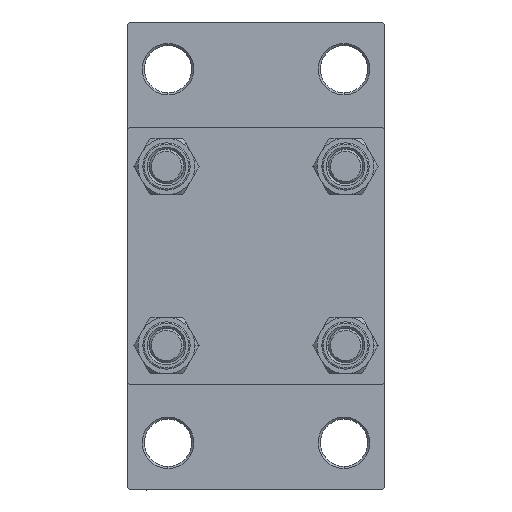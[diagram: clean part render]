
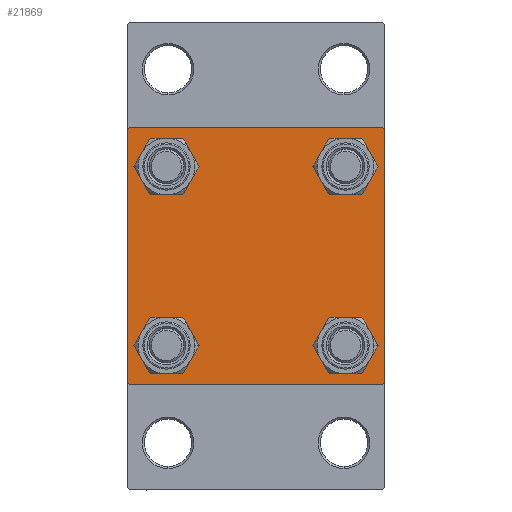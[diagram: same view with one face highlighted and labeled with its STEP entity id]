
A CAD part, left-side view. The second image highlights one B-rep face of the part: STEP entity #21869.
In plain terms, the highlighted planar face has unit normal (-1, 0, 0).
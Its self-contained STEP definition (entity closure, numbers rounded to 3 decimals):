
#335 = ORIENTED_EDGE ( 'NONE', *, *, #42311, .T. ) ;
#486 = VECTOR ( 'NONE', #35761, 1000. ) ;
#1716 = EDGE_CURVE ( 'NONE', #17049, #44341, #44304, .T. ) ;
#1971 = VERTEX_POINT ( 'NONE', #23828 ) ;
#2032 = FACE_BOUND ( 'NONE', #31840, .T. ) ;
#2136 = AXIS2_PLACEMENT_3D ( 'NONE', #36536, #40844, #14553 ) ;
#2189 = CARTESIAN_POINT ( 'NONE',  ( 0., 20.85, -20.85 ) ) ;
#2253 = CARTESIAN_POINT ( 'NONE',  ( 0., 0., 0. ) ) ;
#2952 = EDGE_CURVE ( 'NONE', #41286, #45481, #23786, .T. ) ;
#3066 = CARTESIAN_POINT ( 'NONE',  ( 0., -20.85, 16.35 ) ) ;
#3979 = EDGE_LOOP ( 'NONE', ( #21085, #335 ) ) ;
#4044 = AXIS2_PLACEMENT_3D ( 'NONE', #2253, #30921, #45503 ) ;
#4402 = LINE ( 'NONE', #8685, #15343 ) ;
#4420 = DIRECTION ( 'NONE',  ( 0., 0., -1. ) ) ;
#4589 = ORIENTED_EDGE ( 'NONE', *, *, #32989, .T. ) ;
#4883 = LINE ( 'NONE', #16068, #33984 ) ;
#5205 = CARTESIAN_POINT ( 'NONE',  ( 0., 20.85, 16.35 ) ) ;
#5301 = EDGE_CURVE ( 'NONE', #20741, #26032, #4402, .T. ) ;
#5368 = EDGE_CURVE ( 'NONE', #41286, #26032, #33170, .T. ) ;
#6030 = DIRECTION ( 'NONE',  ( 1., 0., 0. ) ) ;
#7087 = VERTEX_POINT ( 'NONE', #14898 ) ;
#8599 = VECTOR ( 'NONE', #21987, 1000. ) ;
#8637 = CIRCLE ( 'NONE', #40665, 4.5 ) ;
#8685 = CARTESIAN_POINT ( 'NONE',  ( 0., 30., 30. ) ) ;
#8921 = DIRECTION ( 'NONE',  ( 1., 0., 0. ) ) ;
#9236 = CIRCLE ( 'NONE', #35923, 4.5 ) ;
#9483 = CARTESIAN_POINT ( 'NONE',  ( 0., -30., -29.5 ) ) ;
#9492 = ORIENTED_EDGE ( 'NONE', *, *, #25682, .T. ) ;
#9567 = ORIENTED_EDGE ( 'NONE', *, *, #36707, .T. ) ;
#10447 = EDGE_CURVE ( 'NONE', #41388, #21163, #47152, .T. ) ;
#10484 = DIRECTION ( 'NONE',  ( 1., 0., 0. ) ) ;
#10749 = AXIS2_PLACEMENT_3D ( 'NONE', #31586, #6030, #16770 ) ;
#10885 = ORIENTED_EDGE ( 'NONE', *, *, #5368, .T. ) ;
#11667 = DIRECTION ( 'NONE',  ( 0., 0.707, 0.707 ) ) ;
#11876 = ORIENTED_EDGE ( 'NONE', *, *, #5301, .F. ) ;
#12515 = EDGE_LOOP ( 'NONE', ( #38235, #20433 ) ) ;
#12702 = ORIENTED_EDGE ( 'NONE', *, *, #21518, .T. ) ;
#12719 = CARTESIAN_POINT ( 'NONE',  ( 0., 20.85, 20.85 ) ) ;
#12899 = CARTESIAN_POINT ( 'NONE',  ( 0., 30., 29.5 ) ) ;
#12979 = DIRECTION ( 'NONE',  ( 1., 0., 0. ) ) ;
#13139 = AXIS2_PLACEMENT_3D ( 'NONE', #45705, #12979, #13222 ) ;
#13222 = DIRECTION ( 'NONE',  ( 0., 0., 1. ) ) ;
#14055 = CARTESIAN_POINT ( 'NONE',  ( 0., -20.85, -20.85 ) ) ;
#14160 = ORIENTED_EDGE ( 'NONE', *, *, #2952, .F. ) ;
#14355 = LINE ( 'NONE', #29873, #20049 ) ;
#14553 = DIRECTION ( 'NONE',  ( 0., 0., 1. ) ) ;
#14898 = CARTESIAN_POINT ( 'NONE',  ( 0., 30., -29.5 ) ) ;
#15343 = VECTOR ( 'NONE', #23232, 1000. ) ;
#16068 = CARTESIAN_POINT ( 'NONE',  ( 0., 30., 30. ) ) ;
#16078 = VECTOR ( 'NONE', #11667, 1000. ) ;
#16147 = CIRCLE ( 'NONE', #45926, 4.5 ) ;
#16417 = CARTESIAN_POINT ( 'NONE',  ( 0., -29.5, 30. ) ) ;
#16746 = DIRECTION ( 'NONE',  ( 1., 0., 0. ) ) ;
#16766 = CARTESIAN_POINT ( 'NONE',  ( 0., -20.85, -20.85 ) ) ;
#16770 = DIRECTION ( 'NONE',  ( 0., 0., 1. ) ) ;
#17049 = VERTEX_POINT ( 'NONE', #44599 ) ;
#17065 = CIRCLE ( 'NONE', #20121, 4.5 ) ;
#17149 = CARTESIAN_POINT ( 'NONE',  ( 0., 29.75, -29.75 ) ) ;
#17625 = LINE ( 'NONE', #17149, #486 ) ;
#17769 = CIRCLE ( 'NONE', #13139, 4.5 ) ;
#19192 = DIRECTION ( 'NONE',  ( 1., 0., 0. ) ) ;
#19636 = DIRECTION ( 'NONE',  ( 0., 0., 1. ) ) ;
#20049 = VECTOR ( 'NONE', #28920, 1000. ) ;
#20121 = AXIS2_PLACEMENT_3D ( 'NONE', #12719, #19192, #41645 ) ;
#20433 = ORIENTED_EDGE ( 'NONE', *, *, #44585, .T. ) ;
#20741 = VERTEX_POINT ( 'NONE', #27541 ) ;
#21085 = ORIENTED_EDGE ( 'NONE', *, *, #29678, .T. ) ;
#21163 = VERTEX_POINT ( 'NONE', #30728 ) ;
#21518 = EDGE_CURVE ( 'NONE', #46309, #46316, #17769, .T. ) ;
#21525 = CARTESIAN_POINT ( 'NONE',  ( 0., -29.5, -30. ) ) ;
#21869 = ADVANCED_FACE ( 'NONE', ( #42159, #41696, #2032, #27809, #42389 ), #45729, .T. ) ;
#21987 = DIRECTION ( 'NONE',  ( 0., 0.707, -0.707 ) ) ;
#22084 = VERTEX_POINT ( 'NONE', #21525 ) ;
#22605 = CARTESIAN_POINT ( 'NONE',  ( 0., -29.75, -29.75 ) ) ;
#22854 = DIRECTION ( 'NONE',  ( 1., 0., 0. ) ) ;
#23232 = DIRECTION ( 'NONE',  ( 0., -1., 0. ) ) ;
#23370 = CARTESIAN_POINT ( 'NONE',  ( 0., -20.85, -16.35 ) ) ;
#23786 = LINE ( 'NONE', #42425, #40450 ) ;
#23828 = CARTESIAN_POINT ( 'NONE',  ( 0., 29.5, -30. ) ) ;
#24418 = EDGE_LOOP ( 'NONE', ( #31611, #12702 ) ) ;
#24810 = EDGE_CURVE ( 'NONE', #20741, #33281, #43501, .T. ) ;
#25164 = CARTESIAN_POINT ( 'NONE',  ( 0., -30., 29.5 ) ) ;
#25682 = EDGE_CURVE ( 'NONE', #1971, #22084, #14355, .T. ) ;
#26032 = VERTEX_POINT ( 'NONE', #16417 ) ;
#26592 = DIRECTION ( 'NONE',  ( 0., 0., 1. ) ) ;
#27541 = CARTESIAN_POINT ( 'NONE',  ( 0., 29.5, 30. ) ) ;
#27809 = FACE_BOUND ( 'NONE', #24418, .T. ) ;
#27842 = DIRECTION ( 'NONE',  ( 0., 0., -1. ) ) ;
#28676 = VECTOR ( 'NONE', #36954, 1000. ) ;
#28686 = ORIENTED_EDGE ( 'NONE', *, *, #10447, .T. ) ;
#28699 = EDGE_CURVE ( 'NONE', #46316, #46309, #17065, .T. ) ;
#28920 = DIRECTION ( 'NONE',  ( 0., -1., 0. ) ) ;
#29678 = EDGE_CURVE ( 'NONE', #33511, #43091, #37705, .T. ) ;
#29692 = CARTESIAN_POINT ( 'NONE',  ( 0., 20.85, -16.35 ) ) ;
#29873 = CARTESIAN_POINT ( 'NONE',  ( 0., 30., -30. ) ) ;
#30728 = CARTESIAN_POINT ( 'NONE',  ( 0., 20.85, -25.35 ) ) ;
#30921 = DIRECTION ( 'NONE',  ( -1., 0., 0. ) ) ;
#31586 = CARTESIAN_POINT ( 'NONE',  ( 0., -20.85, 20.85 ) ) ;
#31611 = ORIENTED_EDGE ( 'NONE', *, *, #28699, .T. ) ;
#31732 = DIRECTION ( 'NONE',  ( 0., 0., 1. ) ) ;
#31840 = EDGE_LOOP ( 'NONE', ( #28686, #40462 ) ) ;
#32989 = EDGE_CURVE ( 'NONE', #33281, #7087, #4883, .T. ) ;
#33170 = LINE ( 'NONE', #40330, #16078 ) ;
#33178 = ORIENTED_EDGE ( 'NONE', *, *, #24810, .T. ) ;
#33240 = CARTESIAN_POINT ( 'NONE',  ( 0., 29.75, 29.75 ) ) ;
#33281 = VERTEX_POINT ( 'NONE', #12899 ) ;
#33511 = VERTEX_POINT ( 'NONE', #23370 ) ;
#33564 = EDGE_CURVE ( 'NONE', #7087, #1971, #17625, .T. ) ;
#33625 = CARTESIAN_POINT ( 'NONE',  ( 0., -20.85, 20.85 ) ) ;
#33984 = VECTOR ( 'NONE', #4420, 1000. ) ;
#35040 = CARTESIAN_POINT ( 'NONE',  ( 0., 20.85, 25.35 ) ) ;
#35226 = CARTESIAN_POINT ( 'NONE',  ( 0., -20.85, -25.35 ) ) ;
#35761 = DIRECTION ( 'NONE',  ( 0., -0.707, -0.707 ) ) ;
#35923 = AXIS2_PLACEMENT_3D ( 'NONE', #2189, #16746, #19636 ) ;
#36381 = EDGE_LOOP ( 'NONE', ( #4589, #36986, #9492, #9567, #14160, #10885, #11876, #33178 ) ) ;
#36536 = CARTESIAN_POINT ( 'NONE',  ( 0., 20.85, -20.85 ) ) ;
#36707 = EDGE_CURVE ( 'NONE', #22084, #45481, #41241, .T. ) ;
#36954 = DIRECTION ( 'NONE',  ( 0., -0.707, 0.707 ) ) ;
#36986 = ORIENTED_EDGE ( 'NONE', *, *, #33564, .T. ) ;
#37684 = DIRECTION ( 'NONE',  ( 0., 0., 1. ) ) ;
#37705 = CIRCLE ( 'NONE', #46083, 4.5 ) ;
#38235 = ORIENTED_EDGE ( 'NONE', *, *, #1716, .T. ) ;
#40330 = CARTESIAN_POINT ( 'NONE',  ( 0., -29.75, 29.75 ) ) ;
#40450 = VECTOR ( 'NONE', #27842, 1000. ) ;
#40462 = ORIENTED_EDGE ( 'NONE', *, *, #40880, .T. ) ;
#40665 = AXIS2_PLACEMENT_3D ( 'NONE', #33625, #22854, #37684 ) ;
#40844 = DIRECTION ( 'NONE',  ( 1., 0., 0. ) ) ;
#40880 = EDGE_CURVE ( 'NONE', #21163, #41388, #9236, .T. ) ;
#41241 = LINE ( 'NONE', #22605, #28676 ) ;
#41286 = VERTEX_POINT ( 'NONE', #25164 ) ;
#41388 = VERTEX_POINT ( 'NONE', #29692 ) ;
#41645 = DIRECTION ( 'NONE',  ( 0., 0., 1. ) ) ;
#41696 = FACE_BOUND ( 'NONE', #3979, .T. ) ;
#42159 = FACE_BOUND ( 'NONE', #12515, .T. ) ;
#42311 = EDGE_CURVE ( 'NONE', #43091, #33511, #16147, .T. ) ;
#42389 = FACE_OUTER_BOUND ( 'NONE', #36381, .T. ) ;
#42425 = CARTESIAN_POINT ( 'NONE',  ( 0., -30., 30. ) ) ;
#43091 = VERTEX_POINT ( 'NONE', #35226 ) ;
#43501 = LINE ( 'NONE', #33240, #8599 ) ;
#44304 = CIRCLE ( 'NONE', #10749, 4.5 ) ;
#44341 = VERTEX_POINT ( 'NONE', #3066 ) ;
#44585 = EDGE_CURVE ( 'NONE', #44341, #17049, #8637, .T. ) ;
#44599 = CARTESIAN_POINT ( 'NONE',  ( 0., -20.85, 25.35 ) ) ;
#45481 = VERTEX_POINT ( 'NONE', #9483 ) ;
#45503 = DIRECTION ( 'NONE',  ( 0., 0., 1. ) ) ;
#45705 = CARTESIAN_POINT ( 'NONE',  ( 0., 20.85, 20.85 ) ) ;
#45729 = PLANE ( 'NONE',  #4044 ) ;
#45926 = AXIS2_PLACEMENT_3D ( 'NONE', #16766, #8921, #26592 ) ;
#46083 = AXIS2_PLACEMENT_3D ( 'NONE', #14055, #10484, #31732 ) ;
#46309 = VERTEX_POINT ( 'NONE', #5205 ) ;
#46316 = VERTEX_POINT ( 'NONE', #35040 ) ;
#47152 = CIRCLE ( 'NONE', #2136, 4.5 ) ;
